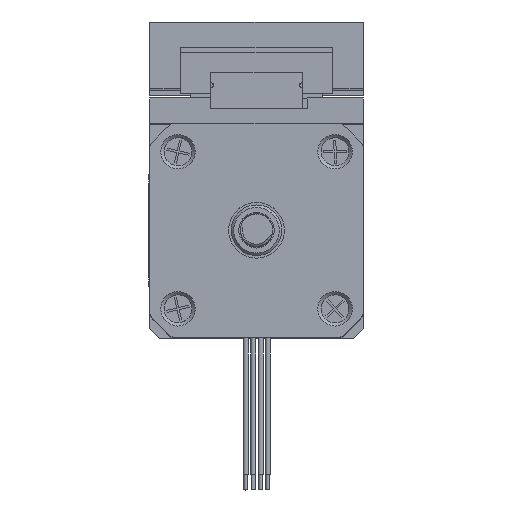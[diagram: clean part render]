
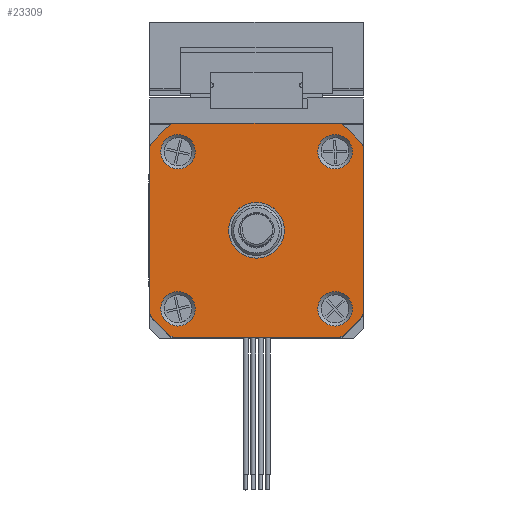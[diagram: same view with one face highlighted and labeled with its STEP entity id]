
A CAD part, top view. The second image highlights one B-rep face of the part: STEP entity #23309.
In plain terms, the highlighted face is planar.
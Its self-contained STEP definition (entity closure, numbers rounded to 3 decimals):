
#522=LINE('',#35327,#2440);
#523=LINE('',#35335,#2441);
#524=LINE('',#35343,#2442);
#525=LINE('',#35351,#2443);
#2440=VECTOR('',#27847,32.311);
#2441=VECTOR('',#27854,32.311);
#2442=VECTOR('',#27861,32.311);
#2443=VECTOR('',#27868,32.311);
#4955=FACE_BOUND('',#6866,.T.);
#4956=FACE_BOUND('',#6867,.T.);
#4957=FACE_BOUND('',#6868,.T.);
#4958=FACE_BOUND('',#6869,.T.);
#4959=FACE_BOUND('',#6870,.T.);
#5437=FACE_OUTER_BOUND('',#6865,.T.);
#6865=EDGE_LOOP('',(#15923,#15924,#15925,#15926,#15927,#15928,#15929,#15930,
#15931,#15932,#15933,#15934,#15935,#15936,#15937,#15938));
#6866=EDGE_LOOP('',(#15939));
#6867=EDGE_LOOP('',(#15940));
#6868=EDGE_LOOP('',(#15941));
#6869=EDGE_LOOP('',(#15942));
#6870=EDGE_LOOP('',(#15943));
#8648=CIRCLE('',#24788,5.5);
#8671=CIRCLE('',#24816,26.9);
#8672=CIRCLE('',#24817,1.5);
#8673=CIRCLE('',#24818,1.5);
#8674=CIRCLE('',#24819,26.9);
#8675=CIRCLE('',#24820,1.5);
#8676=CIRCLE('',#24821,1.5);
#8677=CIRCLE('',#24822,26.9);
#8678=CIRCLE('',#24823,1.5);
#8679=CIRCLE('',#24824,1.5);
#8680=CIRCLE('',#24825,26.9);
#8681=CIRCLE('',#24826,1.5);
#8682=CIRCLE('',#24827,1.5);
#8683=CIRCLE('',#24828,3.4);
#8684=CIRCLE('',#24829,3.4);
#8685=CIRCLE('',#24830,3.4);
#8686=CIRCLE('',#24831,3.4);
#10019=VERTEX_POINT('',#35238);
#10058=VERTEX_POINT('',#35321);
#10059=VERTEX_POINT('',#35322);
#10060=VERTEX_POINT('',#35324);
#10061=VERTEX_POINT('',#35326);
#10062=VERTEX_POINT('',#35328);
#10063=VERTEX_POINT('',#35330);
#10064=VERTEX_POINT('',#35332);
#10065=VERTEX_POINT('',#35334);
#10066=VERTEX_POINT('',#35336);
#10067=VERTEX_POINT('',#35338);
#10068=VERTEX_POINT('',#35340);
#10069=VERTEX_POINT('',#35342);
#10070=VERTEX_POINT('',#35344);
#10071=VERTEX_POINT('',#35346);
#10072=VERTEX_POINT('',#35348);
#10073=VERTEX_POINT('',#35350);
#10074=VERTEX_POINT('',#35353);
#10075=VERTEX_POINT('',#35355);
#10076=VERTEX_POINT('',#35357);
#10077=VERTEX_POINT('',#35359);
#12393=EDGE_CURVE('',#10019,#10019,#8648,.F.);
#12432=EDGE_CURVE('',#10058,#10059,#8671,.T.);
#12433=EDGE_CURVE('',#10060,#10058,#8672,.T.);
#12434=EDGE_CURVE('',#10061,#10060,#522,.T.);
#12435=EDGE_CURVE('',#10062,#10061,#8673,.T.);
#12436=EDGE_CURVE('',#10063,#10062,#8674,.T.);
#12437=EDGE_CURVE('',#10064,#10063,#8675,.T.);
#12438=EDGE_CURVE('',#10065,#10064,#523,.T.);
#12439=EDGE_CURVE('',#10066,#10065,#8676,.T.);
#12440=EDGE_CURVE('',#10067,#10066,#8677,.T.);
#12441=EDGE_CURVE('',#10068,#10067,#8678,.T.);
#12442=EDGE_CURVE('',#10069,#10068,#524,.T.);
#12443=EDGE_CURVE('',#10070,#10069,#8679,.T.);
#12444=EDGE_CURVE('',#10071,#10070,#8680,.T.);
#12445=EDGE_CURVE('',#10072,#10071,#8681,.T.);
#12446=EDGE_CURVE('',#10073,#10072,#525,.T.);
#12447=EDGE_CURVE('',#10059,#10073,#8682,.T.);
#12448=EDGE_CURVE('',#10074,#10074,#8683,.T.);
#12449=EDGE_CURVE('',#10075,#10075,#8684,.T.);
#12450=EDGE_CURVE('',#10076,#10076,#8685,.T.);
#12451=EDGE_CURVE('',#10077,#10077,#8686,.T.);
#15923=ORIENTED_EDGE('',*,*,#12432,.F.);
#15924=ORIENTED_EDGE('',*,*,#12433,.F.);
#15925=ORIENTED_EDGE('',*,*,#12434,.F.);
#15926=ORIENTED_EDGE('',*,*,#12435,.F.);
#15927=ORIENTED_EDGE('',*,*,#12436,.F.);
#15928=ORIENTED_EDGE('',*,*,#12437,.F.);
#15929=ORIENTED_EDGE('',*,*,#12438,.F.);
#15930=ORIENTED_EDGE('',*,*,#12439,.F.);
#15931=ORIENTED_EDGE('',*,*,#12440,.F.);
#15932=ORIENTED_EDGE('',*,*,#12441,.F.);
#15933=ORIENTED_EDGE('',*,*,#12442,.F.);
#15934=ORIENTED_EDGE('',*,*,#12443,.F.);
#15935=ORIENTED_EDGE('',*,*,#12444,.F.);
#15936=ORIENTED_EDGE('',*,*,#12445,.F.);
#15937=ORIENTED_EDGE('',*,*,#12446,.F.);
#15938=ORIENTED_EDGE('',*,*,#12447,.F.);
#15939=ORIENTED_EDGE('',*,*,#12393,.T.);
#15940=ORIENTED_EDGE('',*,*,#12448,.T.);
#15941=ORIENTED_EDGE('',*,*,#12449,.T.);
#15942=ORIENTED_EDGE('',*,*,#12450,.T.);
#15943=ORIENTED_EDGE('',*,*,#12451,.T.);
#22440=PLANE('',#24815);
#23309=ADVANCED_FACE('',(#5437,#4955,#4956,#4957,#4958,#4959),#22440,.F.);
#24788=AXIS2_PLACEMENT_3D('',#35239,#27771,#27772);
#24815=AXIS2_PLACEMENT_3D('',#35320,#27841,#27842);
#24816=AXIS2_PLACEMENT_3D('',#35323,#27843,#27844);
#24817=AXIS2_PLACEMENT_3D('',#35325,#27845,#27846);
#24818=AXIS2_PLACEMENT_3D('',#35329,#27848,#27849);
#24819=AXIS2_PLACEMENT_3D('',#35331,#27850,#27851);
#24820=AXIS2_PLACEMENT_3D('',#35333,#27852,#27853);
#24821=AXIS2_PLACEMENT_3D('',#35337,#27855,#27856);
#24822=AXIS2_PLACEMENT_3D('',#35339,#27857,#27858);
#24823=AXIS2_PLACEMENT_3D('',#35341,#27859,#27860);
#24824=AXIS2_PLACEMENT_3D('',#35345,#27862,#27863);
#24825=AXIS2_PLACEMENT_3D('',#35347,#27864,#27865);
#24826=AXIS2_PLACEMENT_3D('',#35349,#27866,#27867);
#24827=AXIS2_PLACEMENT_3D('',#35352,#27869,#27870);
#24828=AXIS2_PLACEMENT_3D('',#35354,#27871,#27872);
#24829=AXIS2_PLACEMENT_3D('',#35356,#27873,#27874);
#24830=AXIS2_PLACEMENT_3D('',#35358,#27875,#27876);
#24831=AXIS2_PLACEMENT_3D('',#35360,#27877,#27878);
#27771=DIRECTION('center_axis',(0.,0.,-1.));
#27772=DIRECTION('ref_axis',(-1.,0.,0.));
#27841=DIRECTION('center_axis',(0.,0.,1.));
#27842=DIRECTION('ref_axis',(1.,0.,0.));
#27843=DIRECTION('center_axis',(0.,0.,1.));
#27844=DIRECTION('ref_axis',(1.,0.,0.));
#27845=DIRECTION('center_axis',(0.,0.,1.));
#27846=DIRECTION('ref_axis',(-1.,0.,0.));
#27847=DIRECTION('',(0.,-1.,0.));
#27848=DIRECTION('center_axis',(0.,0.,1.));
#27849=DIRECTION('ref_axis',(-1.,0.,0.));
#27850=DIRECTION('center_axis',(0.,0.,1.));
#27851=DIRECTION('ref_axis',(1.,0.,0.));
#27852=DIRECTION('center_axis',(0.,0.,1.));
#27853=DIRECTION('ref_axis',(-1.,0.,0.));
#27854=DIRECTION('',(-1.,0.,0.));
#27855=DIRECTION('center_axis',(0.,0.,1.));
#27856=DIRECTION('ref_axis',(-1.,0.,0.));
#27857=DIRECTION('center_axis',(0.,0.,1.));
#27858=DIRECTION('ref_axis',(1.,0.,0.));
#27859=DIRECTION('center_axis',(0.,0.,1.));
#27860=DIRECTION('ref_axis',(-1.,0.,0.));
#27861=DIRECTION('',(0.,1.,0.));
#27862=DIRECTION('center_axis',(0.,0.,1.));
#27863=DIRECTION('ref_axis',(-1.,0.,0.));
#27864=DIRECTION('center_axis',(0.,0.,1.));
#27865=DIRECTION('ref_axis',(1.,0.,0.));
#27866=DIRECTION('center_axis',(0.,0.,1.));
#27867=DIRECTION('ref_axis',(-1.,0.,0.));
#27868=DIRECTION('',(1.,0.,0.));
#27869=DIRECTION('center_axis',(0.,0.,1.));
#27870=DIRECTION('ref_axis',(1.,0.,0.));
#27871=DIRECTION('center_axis',(0.,0.,1.));
#27872=DIRECTION('ref_axis',(1.,0.,0.));
#27873=DIRECTION('center_axis',(0.,0.,1.));
#27874=DIRECTION('ref_axis',(1.,0.,0.));
#27875=DIRECTION('center_axis',(0.,0.,1.));
#27876=DIRECTION('ref_axis',(1.,0.,0.));
#27877=DIRECTION('center_axis',(0.,0.,1.));
#27878=DIRECTION('ref_axis',(1.,0.,0.));
#35238=CARTESIAN_POINT('',(-5.5,0.,1.8));
#35239=CARTESIAN_POINT('Origin',(0.,0.,1.8));
#35320=CARTESIAN_POINT('Origin',(0.,0.,1.8));
#35321=CARTESIAN_POINT('',(-20.757,-17.11,1.8));
#35322=CARTESIAN_POINT('',(-17.11,-20.757,1.8));
#35323=CARTESIAN_POINT('Origin',(0.,0.,1.8));
#35324=CARTESIAN_POINT('',(-21.1,-16.155,1.8));
#35325=CARTESIAN_POINT('Origin',(-19.6,-16.155,1.8));
#35326=CARTESIAN_POINT('',(-21.1,16.155,1.8));
#35327=CARTESIAN_POINT('',(-21.1,16.155,1.8));
#35328=CARTESIAN_POINT('',(-20.757,17.11,1.8));
#35329=CARTESIAN_POINT('Origin',(-19.6,16.155,1.8));
#35330=CARTESIAN_POINT('',(-17.11,20.757,1.8));
#35331=CARTESIAN_POINT('Origin',(0.,0.,1.8));
#35332=CARTESIAN_POINT('',(-16.155,21.1,1.8));
#35333=CARTESIAN_POINT('Origin',(-16.155,19.6,1.8));
#35334=CARTESIAN_POINT('',(16.155,21.1,1.8));
#35335=CARTESIAN_POINT('',(16.155,21.1,1.8));
#35336=CARTESIAN_POINT('',(17.11,20.757,1.8));
#35337=CARTESIAN_POINT('Origin',(16.155,19.6,1.8));
#35338=CARTESIAN_POINT('',(20.757,17.11,1.8));
#35339=CARTESIAN_POINT('Origin',(0.,0.,1.8));
#35340=CARTESIAN_POINT('',(21.1,16.155,1.8));
#35341=CARTESIAN_POINT('Origin',(19.6,16.155,1.8));
#35342=CARTESIAN_POINT('',(21.1,-16.155,1.8));
#35343=CARTESIAN_POINT('',(21.1,-16.155,1.8));
#35344=CARTESIAN_POINT('',(20.757,-17.11,1.8));
#35345=CARTESIAN_POINT('Origin',(19.6,-16.155,1.8));
#35346=CARTESIAN_POINT('',(17.11,-20.757,1.8));
#35347=CARTESIAN_POINT('Origin',(0.,0.,1.8));
#35348=CARTESIAN_POINT('',(16.155,-21.1,1.8));
#35349=CARTESIAN_POINT('Origin',(16.155,-19.6,1.8));
#35350=CARTESIAN_POINT('',(-16.155,-21.1,1.8));
#35351=CARTESIAN_POINT('',(-16.155,-21.1,1.8));
#35352=CARTESIAN_POINT('Origin',(-16.155,-19.6,1.8));
#35353=CARTESIAN_POINT('',(18.9,-15.5,1.8));
#35354=CARTESIAN_POINT('Origin',(15.5,-15.5,1.8));
#35355=CARTESIAN_POINT('',(-12.1,-15.5,1.8));
#35356=CARTESIAN_POINT('Origin',(-15.5,-15.5,1.8));
#35357=CARTESIAN_POINT('',(18.9,15.5,1.8));
#35358=CARTESIAN_POINT('Origin',(15.5,15.5,1.8));
#35359=CARTESIAN_POINT('',(-12.1,15.5,1.8));
#35360=CARTESIAN_POINT('Origin',(-15.5,15.5,1.8));
